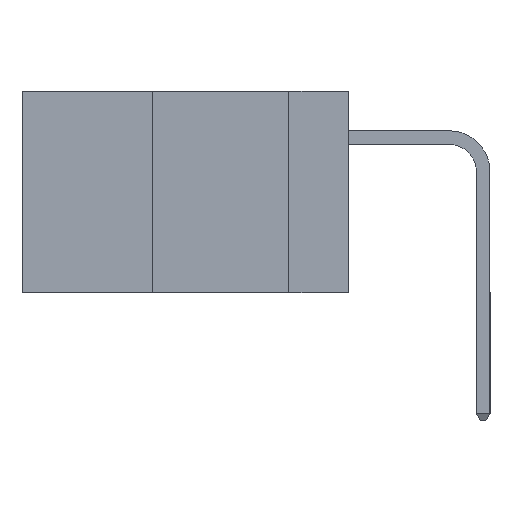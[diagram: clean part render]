
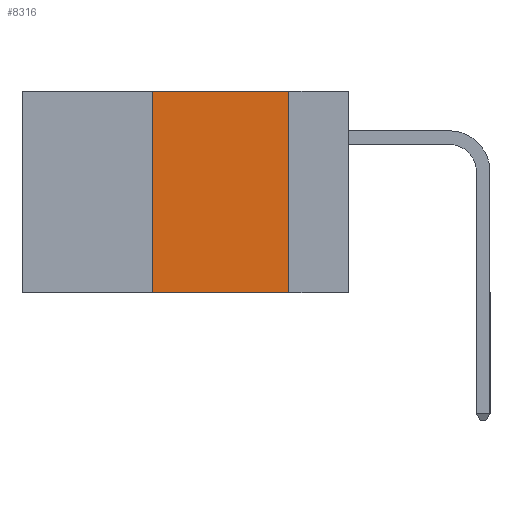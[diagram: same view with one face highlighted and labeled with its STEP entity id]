
A CAD part, left-side view. The second image highlights one B-rep face of the part: STEP entity #8316.
In plain terms, the highlighted planar face has unit normal (-1, 0, 0).
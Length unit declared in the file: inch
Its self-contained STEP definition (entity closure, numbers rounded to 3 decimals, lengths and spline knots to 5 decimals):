
#25 = ORIENTED_EDGE ( 'NONE', *, *, #1177, .F. ) ;
#168 = CARTESIAN_POINT ( 'NONE',  ( 0., 0.36, -0.37 ) ) ;
#518 = ORIENTED_EDGE ( 'NONE', *, *, #2826, .F. ) ;
#736 = VECTOR ( 'NONE', #5857, 39.37008 ) ;
#768 = EDGE_LOOP ( 'NONE', ( #518, #4078, #25, #5301 ) ) ;
#873 = VECTOR ( 'NONE', #4147, 39.37008 ) ;
#926 = CARTESIAN_POINT ( 'NONE',  ( 0., 0.11, -0.37 ) ) ;
#1177 = EDGE_CURVE ( 'NONE', #6148, #2915, #6383, .T. ) ;
#1358 = EDGE_CURVE ( 'NONE', #6148, #4822, #6482, .T. ) ;
#2521 = VECTOR ( 'NONE', #4722, 39.37008 ) ;
#2599 = DIRECTION ( 'NONE',  ( 1., 0., 0. ) ) ;
#2826 = EDGE_CURVE ( 'NONE', #3185, #4822, #4436, .T. ) ;
#2915 = VERTEX_POINT ( 'NONE', #8589 ) ;
#3119 = DIRECTION ( 'NONE',  ( 0., 0., -1. ) ) ;
#3185 = VERTEX_POINT ( 'NONE', #7199 ) ;
#3227 = AXIS2_PLACEMENT_3D ( 'NONE', #5568, #2599, #3119 ) ;
#4078 = ORIENTED_EDGE ( 'NONE', *, *, #8758, .F. ) ;
#4147 = DIRECTION ( 'NONE',  ( 0., 0., 1. ) ) ;
#4436 = LINE ( 'NONE', #7801, #2521 ) ;
#4722 = DIRECTION ( 'NONE',  ( 0., 0., -1. ) ) ;
#4822 = VERTEX_POINT ( 'NONE', #926 ) ;
#5301 = ORIENTED_EDGE ( 'NONE', *, *, #1358, .T. ) ;
#5568 = CARTESIAN_POINT ( 'NONE',  ( 0., 0.6, 0. ) ) ;
#5823 = CARTESIAN_POINT ( 'NONE',  ( 0., 0.6, -0.37 ) ) ;
#5857 = DIRECTION ( 'NONE',  ( 0., -1., 0. ) ) ;
#6052 = CARTESIAN_POINT ( 'NONE',  ( 0., 0.6, 0. ) ) ;
#6148 = VERTEX_POINT ( 'NONE', #168 ) ;
#6383 = LINE ( 'NONE', #8116, #873 ) ;
#6482 = LINE ( 'NONE', #5823, #736 ) ;
#6846 = VECTOR ( 'NONE', #7327, 39.37008 ) ;
#7199 = CARTESIAN_POINT ( 'NONE',  ( 0., 0.11, 0. ) ) ;
#7327 = DIRECTION ( 'NONE',  ( 0., -1., 0. ) ) ;
#7670 = PLANE ( 'NONE',  #3227 ) ;
#7801 = CARTESIAN_POINT ( 'NONE',  ( 0., 0.11, 0. ) ) ;
#8116 = CARTESIAN_POINT ( 'NONE',  ( 0., 0.36, 0. ) ) ;
#8316 = ADVANCED_FACE ( 'NONE', ( #8898 ), #7670, .F. ) ;
#8519 = LINE ( 'NONE', #6052, #6846 ) ;
#8589 = CARTESIAN_POINT ( 'NONE',  ( 0., 0.36, 0. ) ) ;
#8758 = EDGE_CURVE ( 'NONE', #2915, #3185, #8519, .T. ) ;
#8898 = FACE_OUTER_BOUND ( 'NONE', #768, .T. ) ;
